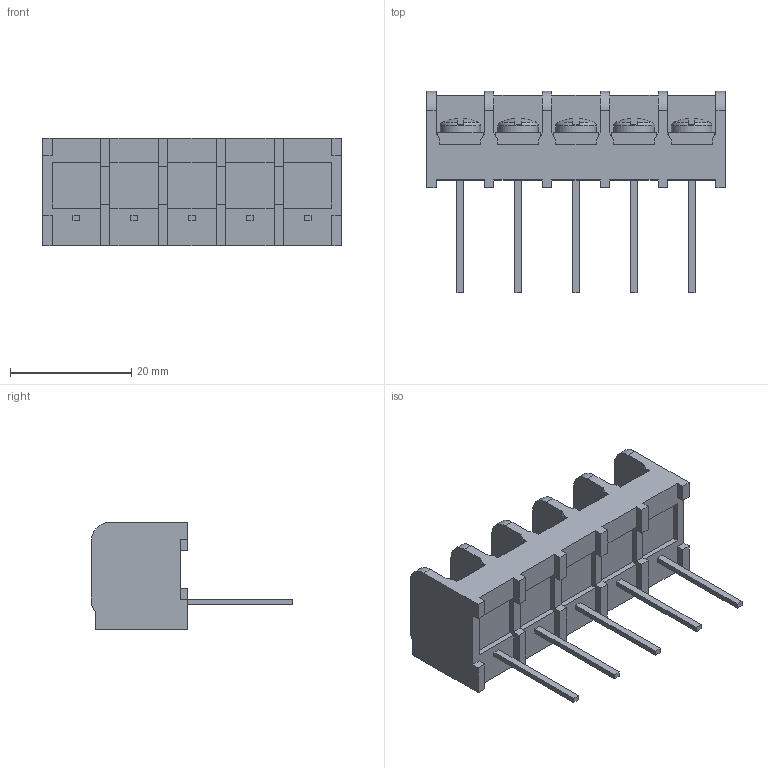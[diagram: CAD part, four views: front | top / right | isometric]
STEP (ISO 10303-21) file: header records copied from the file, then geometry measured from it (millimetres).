
FILE_DESCRIPTION(('STEP AP242'),'1');
FILE_NAME('2-796608-0.stp','2024-11-03T23:33:21',('TraceParts'),('TraceParts S.A.'),'Spatial InterOp 3D',' ',' ');
FILE_SCHEMA(('AP242_MANAGED_MODEL_BASED_3D_ENGINEERING_MIM_LF {1 0 10303 442 1 1 4}'));
Length unit declared in the file: millimetre
Products named in the file (1): 2-796608-0
Bounding box: 49.17 x 33.15 x 17.78 mm (x, y, z)
Volume: 8224.2 mm3; surface area: 6422.4 mm2
Topology: 1 solids, 1 shells, 383 faces, 1048 edges, 682 vertices
Faces by surface type: plane 327, cylinder 26, sphere 20, torus 10
Entity records: 12089 total; most frequent: CARTESIAN_POINT 2304, ORIENTED_EDGE 2096, DIRECTION 1918, EDGE_CURVE 1048, LINE 906, VECTOR 906, VERTEX_POINT 682, AXIS2_PLACEMENT_3D 506
